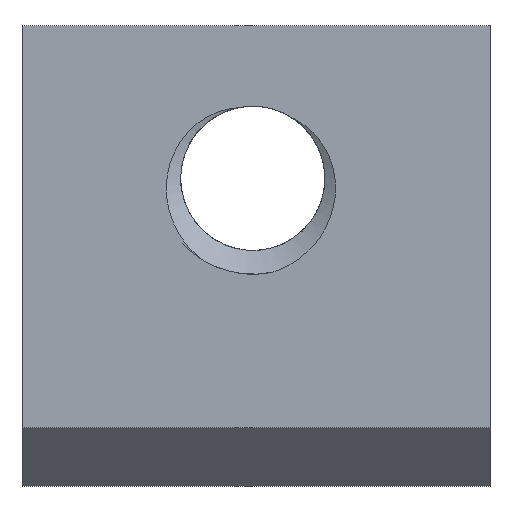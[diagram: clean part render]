
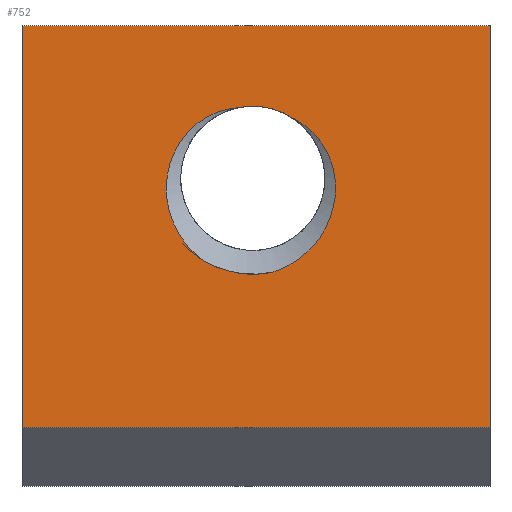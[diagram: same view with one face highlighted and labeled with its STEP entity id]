
A CAD part, front view. The second image highlights one B-rep face of the part: STEP entity #752.
In plain terms, the highlighted planar face has unit normal (0, -1, 0).
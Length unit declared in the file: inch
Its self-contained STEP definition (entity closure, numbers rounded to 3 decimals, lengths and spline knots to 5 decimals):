
#15=FACE_BOUND('',#147,.T.);
#20=PLANE('',#806);
#106=FACE_OUTER_BOUND('',#146,.T.);
#146=EDGE_LOOP('',(#665,#666,#667,#668));
#147=EDGE_LOOP('',(#669,#670,#671,#672));
#153=CIRCLE('',#761,0.082);
#154=CIRCLE('',#772,0.0617);
#182=B_SPLINE_CURVE_WITH_KNOTS('',3,(#6309,#6310,#6311,#6312,#6313,#6314,
#6315,#6316,#6317,#6318,#6319,#6320,#6321,#6322,#6323,#6324),
 .UNSPECIFIED.,.F.,.F.,(4,2,2,2,2,2,2,4),(0.,0.07233,0.16562,
0.27889,0.42221,0.59716,0.71511,
0.83508),.UNSPECIFIED.);
#197=B_SPLINE_CURVE_WITH_KNOTS('',3,(#11246,#11247,#11248,#11249,#11250,
#11251,#11252,#11253,#11254,#11255,#11256,#11257,#11258,#11259,#11260,#11261),
 .UNSPECIFIED.,.F.,.F.,(4,2,2,2,2,2,2,4),(0.,0.06384,0.11267,
0.15115,0.17995,0.19756,0.20479,
0.21175),.UNSPECIFIED.);
#215=LINE('',#11288,#250);
#222=LINE('',#11301,#257);
#225=LINE('',#11308,#260);
#226=LINE('',#11309,#261);
#250=VECTOR('',#918,0.3937);
#257=VECTOR('',#927,0.3937);
#260=VECTOR('',#934,0.3937);
#261=VECTOR('',#935,0.3937);
#271=VERTEX_POINT('',#958);
#272=VERTEX_POINT('',#975);
#293=VERTEX_POINT('',#1377);
#294=VERTEX_POINT('',#1391);
#335=VERTEX_POINT('',#11285);
#336=VERTEX_POINT('',#11287);
#341=VERTEX_POINT('',#11299);
#343=VERTEX_POINT('',#11307);
#349=EDGE_CURVE('',#272,#271,#153,.T.);
#376=EDGE_CURVE('',#294,#293,#154,.T.);
#404=EDGE_CURVE('',#293,#272,#182,.T.);
#434=EDGE_CURVE('',#271,#294,#197,.T.);
#445=EDGE_CURVE('',#335,#336,#215,.F.);
#452=EDGE_CURVE('',#341,#335,#222,.T.);
#455=EDGE_CURVE('',#343,#341,#225,.T.);
#456=EDGE_CURVE('',#343,#336,#226,.T.);
#665=ORIENTED_EDGE('',*,*,#455,.F.);
#666=ORIENTED_EDGE('',*,*,#456,.T.);
#667=ORIENTED_EDGE('',*,*,#445,.F.);
#668=ORIENTED_EDGE('',*,*,#452,.F.);
#669=ORIENTED_EDGE('',*,*,#349,.T.);
#670=ORIENTED_EDGE('',*,*,#434,.T.);
#671=ORIENTED_EDGE('',*,*,#376,.T.);
#672=ORIENTED_EDGE('',*,*,#404,.T.);
#752=ADVANCED_FACE('',(#106,#15),#20,.F.);
#761=AXIS2_PLACEMENT_3D('',#976,#817,#818);
#772=AXIS2_PLACEMENT_3D('',#1392,#847,#848);
#806=AXIS2_PLACEMENT_3D('',#11306,#932,#933);
#817=DIRECTION('center_axis',(0.,1.,0.));
#818=DIRECTION('ref_axis',(0.,0.,-1.));
#847=DIRECTION('center_axis',(0.,1.,0.));
#848=DIRECTION('ref_axis',(1.,0.,0.));
#918=DIRECTION('',(-1.,0.,0.));
#927=DIRECTION('',(0.,0.,1.));
#932=DIRECTION('center_axis',(0.,1.,0.));
#933=DIRECTION('ref_axis',(0.,0.,1.));
#934=DIRECTION('',(-1.,0.,0.));
#935=DIRECTION('',(0.,0.,1.));
#958=CARTESIAN_POINT('',(1.00847,-1.14968,0.20358));
#975=CARTESIAN_POINT('',(1.07019,-1.14968,0.19224));
#976=CARTESIAN_POINT('Origin',(1.05302,-1.14968,0.27242));
#1377=CARTESIAN_POINT('',(1.08655,-1.14968,0.32422));
#1391=CARTESIAN_POINT('',(1.0401,-1.14968,0.33276));
#1392=CARTESIAN_POINT('Origin',(1.05302,-1.14968,0.27242));
#6309=CARTESIAN_POINT('Ctrl Pts',(1.08655,-1.14968,0.32422));
#6310=CARTESIAN_POINT('Ctrl Pts',(1.09516,-1.14968,0.32023));
#6311=CARTESIAN_POINT('Ctrl Pts',(1.10158,-1.14968,0.31472));
#6312=CARTESIAN_POINT('Ctrl Pts',(1.11205,-1.14968,0.30336));
#6313=CARTESIAN_POINT('Ctrl Pts',(1.11663,-1.14968,0.29587));
#6314=CARTESIAN_POINT('Ctrl Pts',(1.12328,-1.14968,0.27778));
#6315=CARTESIAN_POINT('Ctrl Pts',(1.12402,-1.14968,0.26842));
#6316=CARTESIAN_POINT('Ctrl Pts',(1.12329,-1.14968,0.25132));
#6317=CARTESIAN_POINT('Ctrl Pts',(1.12102,-1.14968,0.24195));
#6318=CARTESIAN_POINT('Ctrl Pts',(1.11211,-1.14968,0.22269));
#6319=CARTESIAN_POINT('Ctrl Pts',(1.10541,-1.14968,0.21484));
#6320=CARTESIAN_POINT('Ctrl Pts',(1.09512,-1.14968,0.20544));
#6321=CARTESIAN_POINT('Ctrl Pts',(1.0906,-1.14968,0.2021));
#6322=CARTESIAN_POINT('Ctrl Pts',(1.08083,-1.14968,0.19637));
#6323=CARTESIAN_POINT('Ctrl Pts',(1.07562,-1.14968,0.19402));
#6324=CARTESIAN_POINT('Ctrl Pts',(1.07019,-1.14968,0.19224));
#11246=CARTESIAN_POINT('Ctrl Pts',(1.00847,-1.14968,0.20358));
#11247=CARTESIAN_POINT('Ctrl Pts',(1.00195,-1.14968,0.20885));
#11248=CARTESIAN_POINT('Ctrl Pts',(0.99422,-1.14968,
0.21668));
#11249=CARTESIAN_POINT('Ctrl Pts',(0.98371,-1.14968,
0.23617));
#11250=CARTESIAN_POINT('Ctrl Pts',(0.98078,-1.14968,
0.24539));
#11251=CARTESIAN_POINT('Ctrl Pts',(0.97874,-1.14968,
0.26243));
#11252=CARTESIAN_POINT('Ctrl Pts',(0.97862,-1.14968,
0.27261));
#11253=CARTESIAN_POINT('Ctrl Pts',(0.98418,-1.14968,
0.29215));
#11254=CARTESIAN_POINT('Ctrl Pts',(0.9881,-1.14968,
0.3));
#11255=CARTESIAN_POINT('Ctrl Pts',(0.99659,-1.14968,
0.31114));
#11256=CARTESIAN_POINT('Ctrl Pts',(1.00293,-1.14968,0.31858));
#11257=CARTESIAN_POINT('Ctrl Pts',(1.01732,-1.14968,0.3269));
#11258=CARTESIAN_POINT('Ctrl Pts',(1.02177,-1.14968,0.32883));
#11259=CARTESIAN_POINT('Ctrl Pts',(1.03086,-1.14968,0.33158));
#11260=CARTESIAN_POINT('Ctrl Pts',(1.03545,-1.14968,0.33243));
#11261=CARTESIAN_POINT('Ctrl Pts',(1.0401,-1.14968,0.33276));
#11285=CARTESIAN_POINT('',(0.8557,-1.14968,0.40302));
#11287=CARTESIAN_POINT('',(1.25588,-1.14968,0.40302));
#11288=CARTESIAN_POINT('',(0.66727,-1.14968,0.40302));
#11299=CARTESIAN_POINT('',(0.8557,-1.14968,0.059));
#11301=CARTESIAN_POINT('',(0.8557,-1.14968,0.25591));
#11306=CARTESIAN_POINT('Origin',(0.47885,-1.14968,0.25591));
#11307=CARTESIAN_POINT('',(1.25588,-1.14968,0.059));
#11308=CARTESIAN_POINT('',(0.47885,-1.14968,0.059));
#11309=CARTESIAN_POINT('',(1.25588,-1.14968,0.28207));
